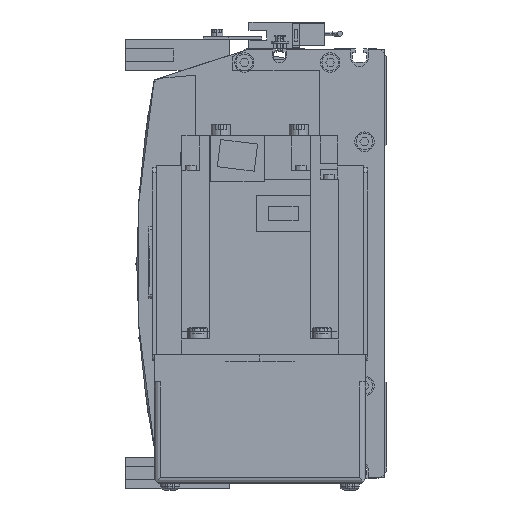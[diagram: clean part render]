
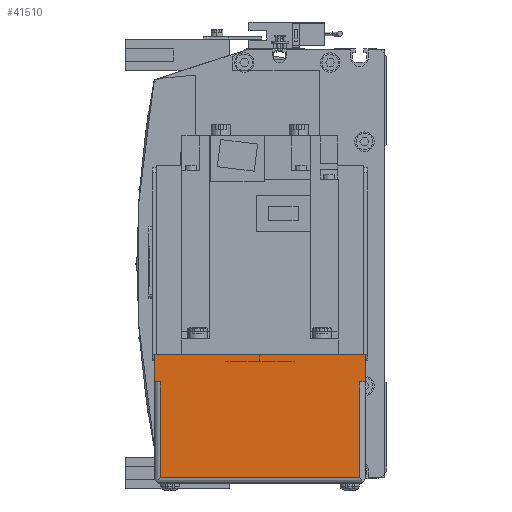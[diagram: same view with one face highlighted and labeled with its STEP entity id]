
A CAD part, left-side view. The second image highlights one B-rep face of the part: STEP entity #41510.
In plain terms, the highlighted planar face has unit normal (-1, 0, 0).
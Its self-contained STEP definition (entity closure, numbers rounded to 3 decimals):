
#198 = DIRECTION ( 'NONE',  ( 0., -1., 0. ) ) ;
#224 = AXIS2_PLACEMENT_3D ( 'NONE', #3020, #2526, #25903 ) ;
#1087 = VERTEX_POINT ( 'NONE', #19477 ) ;
#1699 = EDGE_CURVE ( 'NONE', #2056, #42132, #42195, .T. ) ;
#2056 = VERTEX_POINT ( 'NONE', #5570 ) ;
#2526 = DIRECTION ( 'NONE',  ( -1., 0., 0. ) ) ;
#3020 = CARTESIAN_POINT ( 'NONE',  ( -216.5, 119., -60.5 ) ) ;
#3497 = EDGE_CURVE ( 'NONE', #42243, #1087, #34305, .T. ) ;
#3876 = CARTESIAN_POINT ( 'NONE',  ( -216.5, 119., -46.5 ) ) ;
#4249 = CARTESIAN_POINT ( 'NONE',  ( -216.5, 14., -112.5 ) ) ;
#4389 = LINE ( 'NONE', #31046, #37843 ) ;
#5158 = EDGE_CURVE ( 'NONE', #44734, #2056, #46949, .T. ) ;
#5570 = CARTESIAN_POINT ( 'NONE',  ( -216.5, 11., -60.5 ) ) ;
#5597 = CARTESIAN_POINT ( 'NONE',  ( -216.5, 11., -46.5 ) ) ;
#5616 = CARTESIAN_POINT ( 'NONE',  ( -216.5, 119., -60.5 ) ) ;
#5905 = EDGE_CURVE ( 'NONE', #42243, #22498, #22247, .T. ) ;
#6931 = ORIENTED_EDGE ( 'NONE', *, *, #32842, .T. ) ;
#7728 = EDGE_LOOP ( 'NONE', ( #17358, #6931, #47490, #39359, #47177, #23914, #30191, #38691 ) ) ;
#8147 = CARTESIAN_POINT ( 'NONE',  ( -216.5, 150., -109.5 ) ) ;
#11961 = CARTESIAN_POINT ( 'NONE',  ( -216.5, 119., -60.5 ) ) ;
#12089 = DIRECTION ( 'NONE',  ( 0., 0., 1. ) ) ;
#12191 = DIRECTION ( 'NONE',  ( 0., 0., 1. ) ) ;
#12783 = EDGE_CURVE ( 'NONE', #29478, #23552, #4389, .T. ) ;
#13956 = PLANE ( 'NONE',  #224 ) ;
#14379 = CARTESIAN_POINT ( 'NONE',  ( -216.5, 116., -60.5 ) ) ;
#17358 = ORIENTED_EDGE ( 'NONE', *, *, #3497, .T. ) ;
#17753 = VECTOR ( 'NONE', #12191, 1000. ) ;
#18436 = FACE_OUTER_BOUND ( 'NONE', #7728, .T. ) ;
#18662 = CARTESIAN_POINT ( 'NONE',  ( -216.5, 14., -60.5 ) ) ;
#18999 = VECTOR ( 'NONE', #27521, 1000. ) ;
#19252 = DIRECTION ( 'NONE',  ( 0., 0., 1. ) ) ;
#19477 = CARTESIAN_POINT ( 'NONE',  ( -216.5, 14., -109.5 ) ) ;
#20170 = VECTOR ( 'NONE', #198, 1000. ) ;
#20510 = VECTOR ( 'NONE', #41223, 1000. ) ;
#21931 = VECTOR ( 'NONE', #22989, 1000. ) ;
#22238 = EDGE_CURVE ( 'NONE', #29478, #22498, #38345, .T. ) ;
#22247 = LINE ( 'NONE', #38190, #44128 ) ;
#22498 = VERTEX_POINT ( 'NONE', #14379 ) ;
#22974 = CARTESIAN_POINT ( 'NONE',  ( -216.5, 119., -46.5 ) ) ;
#22989 = DIRECTION ( 'NONE',  ( 0., 0., 1. ) ) ;
#23552 = VERTEX_POINT ( 'NONE', #22974 ) ;
#23914 = ORIENTED_EDGE ( 'NONE', *, *, #12783, .F. ) ;
#25903 = DIRECTION ( 'NONE',  ( 0., 0., 1. ) ) ;
#27521 = DIRECTION ( 'NONE',  ( 0., -1., 0. ) ) ;
#29478 = VERTEX_POINT ( 'NONE', #33879 ) ;
#30191 = ORIENTED_EDGE ( 'NONE', *, *, #22238, .T. ) ;
#30933 = CARTESIAN_POINT ( 'NONE',  ( -216.5, 116., -109.5 ) ) ;
#31046 = CARTESIAN_POINT ( 'NONE',  ( -216.5, 119., -60.5 ) ) ;
#32842 = EDGE_CURVE ( 'NONE', #1087, #44734, #38589, .T. ) ;
#33879 = CARTESIAN_POINT ( 'NONE',  ( -216.5, 119., -60.5 ) ) ;
#34305 = LINE ( 'NONE', #8147, #20170 ) ;
#37843 = VECTOR ( 'NONE', #12089, 1000. ) ;
#38190 = CARTESIAN_POINT ( 'NONE',  ( -216.5, 116., -112.5 ) ) ;
#38345 = LINE ( 'NONE', #11961, #43475 ) ;
#38587 = DIRECTION ( 'NONE',  ( 0., -1., 0. ) ) ;
#38589 = LINE ( 'NONE', #4249, #17753 ) ;
#38691 = ORIENTED_EDGE ( 'NONE', *, *, #5905, .F. ) ;
#39359 = ORIENTED_EDGE ( 'NONE', *, *, #1699, .T. ) ;
#39635 = EDGE_CURVE ( 'NONE', #23552, #42132, #41458, .T. ) ;
#41223 = DIRECTION ( 'NONE',  ( 0., -1., 0. ) ) ;
#41458 = LINE ( 'NONE', #3876, #20510 ) ;
#41510 = ADVANCED_FACE ( 'NONE', ( #18436 ), #13956, .T. ) ;
#41676 = CARTESIAN_POINT ( 'NONE',  ( -216.5, 11., -60.5 ) ) ;
#42132 = VERTEX_POINT ( 'NONE', #5597 ) ;
#42195 = LINE ( 'NONE', #41676, #21931 ) ;
#42243 = VERTEX_POINT ( 'NONE', #30933 ) ;
#43475 = VECTOR ( 'NONE', #38587, 1000. ) ;
#44128 = VECTOR ( 'NONE', #19252, 1000. ) ;
#44734 = VERTEX_POINT ( 'NONE', #18662 ) ;
#46949 = LINE ( 'NONE', #5616, #18999 ) ;
#47177 = ORIENTED_EDGE ( 'NONE', *, *, #39635, .F. ) ;
#47490 = ORIENTED_EDGE ( 'NONE', *, *, #5158, .T. ) ;
